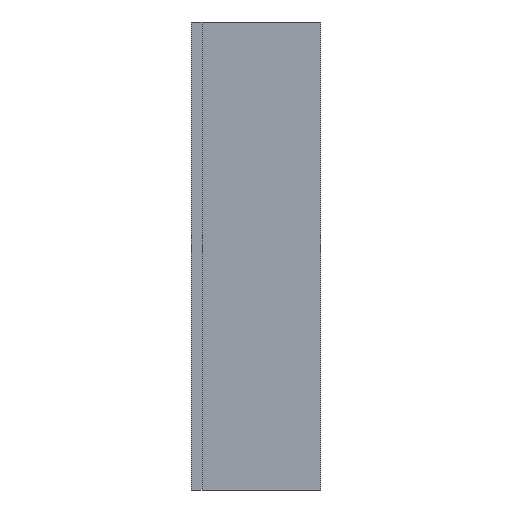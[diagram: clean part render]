
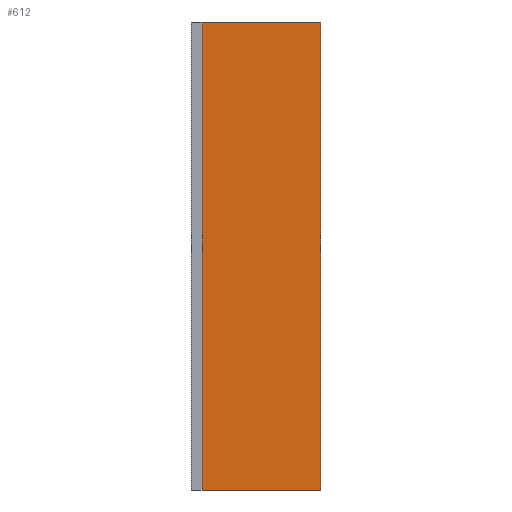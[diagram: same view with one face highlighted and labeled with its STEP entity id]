
A CAD part, left-side view. The second image highlights one B-rep face of the part: STEP entity #612.
In plain terms, the highlighted planar face has unit normal (-1, 0, 0).
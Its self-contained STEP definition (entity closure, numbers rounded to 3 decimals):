
#4 = DIRECTION ( 'NONE',  ( 0., 0., 1. ) ) ;
#8 = CARTESIAN_POINT ( 'NONE',  ( -3.175, 0., -1.59 ) ) ;
#22 = VECTOR ( 'NONE', #711, 1000. ) ;
#117 = LINE ( 'NONE', #205, #22 ) ;
#143 = PLANE ( 'NONE',  #488 ) ;
#159 = LINE ( 'NONE', #840, #272 ) ;
#160 = ORIENTED_EDGE ( 'NONE', *, *, #408, .F. ) ;
#163 = EDGE_CURVE ( 'NONE', #733, #402, #633, .T. ) ;
#166 = FACE_OUTER_BOUND ( 'NONE', #600, .T. ) ;
#205 = CARTESIAN_POINT ( 'NONE',  ( -3.175, 0., 1.59 ) ) ;
#232 = ORIENTED_EDGE ( 'NONE', *, *, #831, .T. ) ;
#244 = VERTEX_POINT ( 'NONE', #777 ) ;
#272 = VECTOR ( 'NONE', #517, 1000. ) ;
#283 = VERTEX_POINT ( 'NONE', #451 ) ;
#328 = ORIENTED_EDGE ( 'NONE', *, *, #163, .T. ) ;
#345 = DIRECTION ( 'NONE',  ( -1., 0., 0. ) ) ;
#374 = CARTESIAN_POINT ( 'NONE',  ( -3.175, 0.807, -1.59 ) ) ;
#383 = DIRECTION ( 'NONE',  ( 0., -1., 0. ) ) ;
#402 = VERTEX_POINT ( 'NONE', #577 ) ;
#408 = EDGE_CURVE ( 'NONE', #283, #244, #117, .T. ) ;
#409 = LINE ( 'NONE', #624, #520 ) ;
#451 = CARTESIAN_POINT ( 'NONE',  ( -3.175, 0.807, 1.59 ) ) ;
#488 = AXIS2_PLACEMENT_3D ( 'NONE', #8, #345, #4 ) ;
#517 = DIRECTION ( 'NONE',  ( 0., 0., 1. ) ) ;
#520 = VECTOR ( 'NONE', #745, 1000. ) ;
#575 = ORIENTED_EDGE ( 'NONE', *, *, #732, .F. ) ;
#577 = CARTESIAN_POINT ( 'NONE',  ( -3.175, 0., -1.59 ) ) ;
#600 = EDGE_LOOP ( 'NONE', ( #160, #575, #328, #232 ) ) ;
#612 = ADVANCED_FACE ( 'NONE', ( #166 ), #143, .T. ) ;
#624 = CARTESIAN_POINT ( 'NONE',  ( -3.175, 0.807, -1.59 ) ) ;
#633 = LINE ( 'NONE', #762, #786 ) ;
#711 = DIRECTION ( 'NONE',  ( 0., -1., 0. ) ) ;
#732 = EDGE_CURVE ( 'NONE', #733, #283, #409, .T. ) ;
#733 = VERTEX_POINT ( 'NONE', #374 ) ;
#745 = DIRECTION ( 'NONE',  ( 0., 0., 1. ) ) ;
#762 = CARTESIAN_POINT ( 'NONE',  ( -3.175, 0., -1.59 ) ) ;
#777 = CARTESIAN_POINT ( 'NONE',  ( -3.175, 0., 1.59 ) ) ;
#786 = VECTOR ( 'NONE', #383, 1000. ) ;
#831 = EDGE_CURVE ( 'NONE', #402, #244, #159, .T. ) ;
#840 = CARTESIAN_POINT ( 'NONE',  ( -3.175, 0., -1.59 ) ) ;
